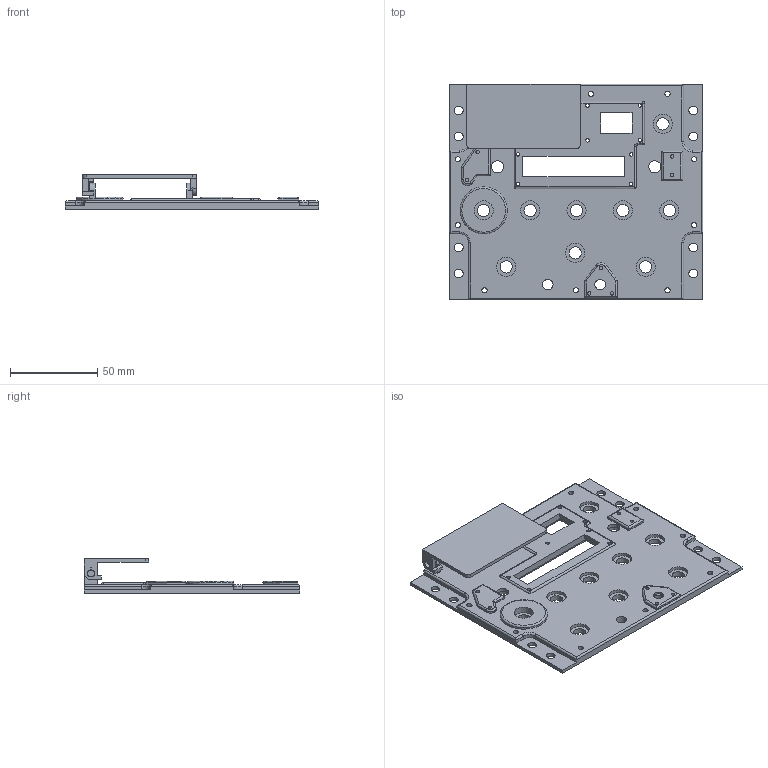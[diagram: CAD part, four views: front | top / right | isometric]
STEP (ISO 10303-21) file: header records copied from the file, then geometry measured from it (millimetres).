
FILE_DESCRIPTION(/* description */ (''),/* implementation_level */ '2;1');
FILE_NAME(/* name */ 'Bacon_Panels_UHF v1.step',/* time_stamp */ '2025-08-05T05:37:51-07:00',/* author */ (''),/* organization */ (''),/* preprocessor_version */ 'ST-DEVELOPER v20.1',/* originating_system */ 'Autodesk Translation Framework v14.10.0.0',/* authorisation */ '');
FILE_SCHEMA (('AUTOMOTIVE_DESIGN { 1 0 10303 214 3 1 1 }'));
Length unit declared in the file: millimetre
Products named in the file (3): Left Console Panels_UHF; Panel; CommBox
Assembly tree (2 placements, depth 3):
  Left Console Panels_UHF
    Panel
      CommBox
Bounding box: 145.5 x 123.82 x 20 mm (x, y, z)
Volume: 85292.4 mm3; surface area: 46377.5 mm2
Topology: 2 solids, 2 shells, 244 faces, 595 edges, 384 vertices
Faces by surface type: cylinder 123, plane 107, torus 9, sphere 5
Full cylindrical faces by diameter (mm): 2 x15, 3 x10, 3.75 x2, 4 x2, 5 x8, 6 x3, 7 x11, 10 x2, 11 x10, 27 x1
Entity records: 7525 total; most frequent: DIRECTION 1332, CARTESIAN_POINT 1250, ORIENTED_EDGE 1190, EDGE_CURVE 595, AXIS2_PLACEMENT_3D 490, VERTEX_POINT 384, EDGE_LOOP 367, LINE 352
